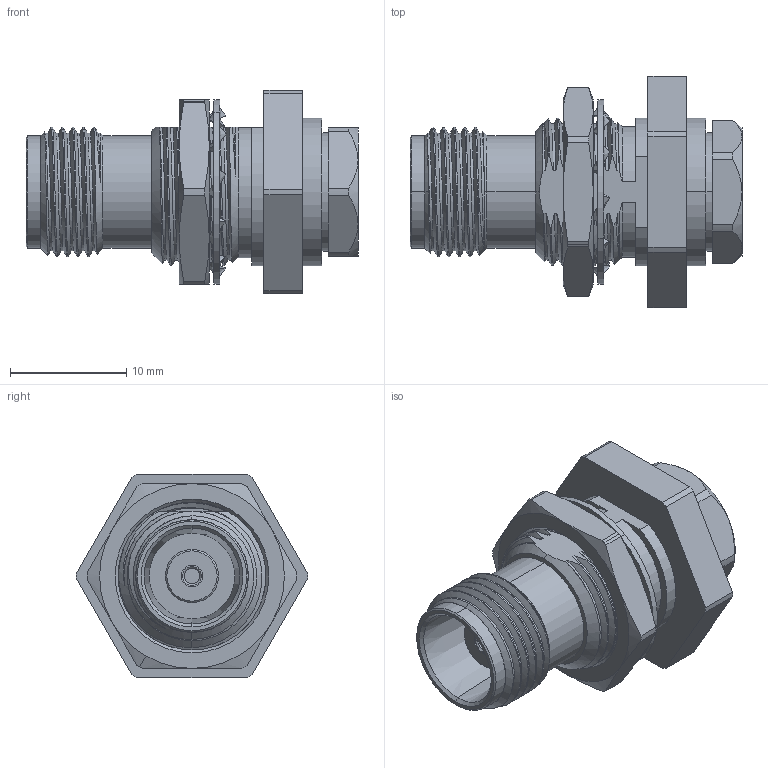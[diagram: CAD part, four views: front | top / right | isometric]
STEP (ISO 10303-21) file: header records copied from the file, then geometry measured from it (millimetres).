
FILE_DESCRIPTION (( 'STEP AP214' ), '1' );
FILE_NAME ('PE4152_3D.STEP', '2022-06-06T18:11:27', ( '' ), ( '' ), 'SwSTEP 2.0', 'SolidWorks 2021', '' );
FILE_SCHEMA (( 'AUTOMOTIVE_DESIGN' ));
Length unit declared in the file: inch
Products named in the file (1): PE4152_3D
Bounding box: 28.53 x 19.89 x 17.46 mm (x, y, z)
Volume: 3152.9 mm3; surface area: 2864.4 mm2
Topology: 3 solids, 3 shells, 283 faces, 820 edges, 554 vertices
Faces by surface type: cylinder 89, bspline 77, plane 71, cone 46
Entity records: 22613 total; most frequent: CARTESIAN_POINT 15896, ORIENTED_EDGE 1640, DIRECTION 1092, EDGE_CURVE 820, VERTEX_POINT 554, AXIS2_PLACEMENT_3D 407, EDGE_LOOP 298, ADVANCED_FACE 283
